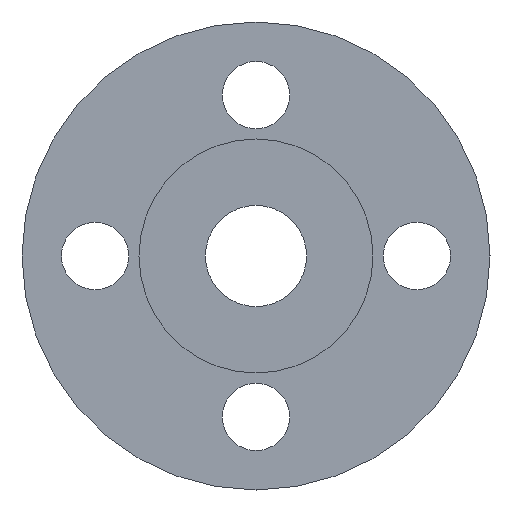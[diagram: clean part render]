
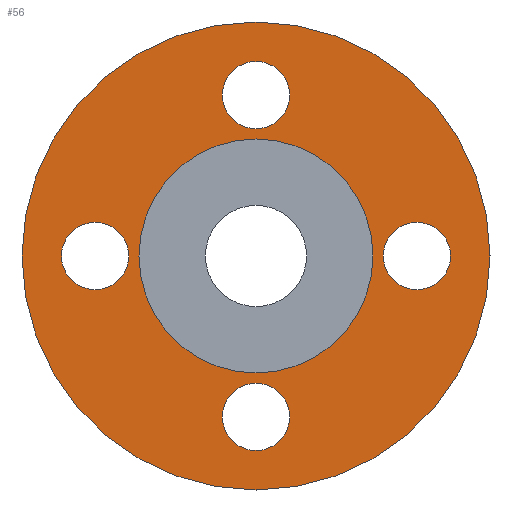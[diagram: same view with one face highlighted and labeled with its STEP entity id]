
A CAD part, front view. The second image highlights one B-rep face of the part: STEP entity #56.
In plain terms, the highlighted planar face has unit normal (0, -1, 0).
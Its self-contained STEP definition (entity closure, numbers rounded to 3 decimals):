
#15 = CARTESIAN_POINT ( 'NONE',  ( 0., 2., 20. ) ) ;
#17 = CIRCLE ( 'NONE', #50, 5.75 ) ;
#19 = DIRECTION ( 'NONE',  ( 0., 0., 1. ) ) ;
#20 = CIRCLE ( 'NONE', #518, 5.75 ) ;
#21 = CARTESIAN_POINT ( 'NONE',  ( 0., 2., 20. ) ) ;
#24 = FACE_BOUND ( 'NONE', #485, .T. ) ;
#26 = EDGE_CURVE ( 'NONE', #595, #133, #221, .T. ) ;
#28 = CARTESIAN_POINT ( 'NONE',  ( 0., 2., 40. ) ) ;
#33 = PLANE ( 'NONE',  #491 ) ;
#44 = EDGE_CURVE ( 'NONE', #536, #802, #404, .T. ) ;
#45 = ORIENTED_EDGE ( 'NONE', *, *, #160, .F. ) ;
#50 = AXIS2_PLACEMENT_3D ( 'NONE', #630, #440, #738 ) ;
#56 = ADVANCED_FACE ( 'NONE', ( #776, #771, #144, #764, #24, #473 ), #33, .T. ) ;
#60 = EDGE_LOOP ( 'NONE', ( #529, #708 ) ) ;
#62 = VERTEX_POINT ( 'NONE', #657 ) ;
#65 = AXIS2_PLACEMENT_3D ( 'NONE', #672, #408, #111 ) ;
#66 = VERTEX_POINT ( 'NONE', #400 ) ;
#67 = CARTESIAN_POINT ( 'NONE',  ( 0., 2., 0. ) ) ;
#80 = DIRECTION ( 'NONE',  ( 0., -1., 0. ) ) ;
#88 = EDGE_CURVE ( 'NONE', #171, #66, #203, .T. ) ;
#89 = DIRECTION ( 'NONE',  ( 0., -1., 0. ) ) ;
#91 = DIRECTION ( 'NONE',  ( 0., 0., -1. ) ) ;
#105 = ORIENTED_EDGE ( 'NONE', *, *, #252, .T. ) ;
#110 = VERTEX_POINT ( 'NONE', #28 ) ;
#111 = DIRECTION ( 'NONE',  ( 0., 0., 1. ) ) ;
#133 = VERTEX_POINT ( 'NONE', #700 ) ;
#135 = DIRECTION ( 'NONE',  ( 0., 0., -1. ) ) ;
#137 = AXIS2_PLACEMENT_3D ( 'NONE', #197, #80, #135 ) ;
#144 = FACE_BOUND ( 'NONE', #543, .T. ) ;
#147 = CIRCLE ( 'NONE', #618, 5.75 ) ;
#152 = EDGE_CURVE ( 'NONE', #374, #561, #264, .T. ) ;
#160 = EDGE_CURVE ( 'NONE', #133, #595, #20, .T. ) ;
#164 = DIRECTION ( 'NONE',  ( 0., 0., -1. ) ) ;
#166 = AXIS2_PLACEMENT_3D ( 'NONE', #533, #294, #549 ) ;
#171 = VERTEX_POINT ( 'NONE', #490 ) ;
#178 = VERTEX_POINT ( 'NONE', #238 ) ;
#188 = AXIS2_PLACEMENT_3D ( 'NONE', #67, #742, #494 ) ;
#195 = AXIS2_PLACEMENT_3D ( 'NONE', #237, #488, #429 ) ;
#197 = CARTESIAN_POINT ( 'NONE',  ( 0., 2., 27.5 ) ) ;
#203 = CIRCLE ( 'NONE', #701, 5.75 ) ;
#205 = DIRECTION ( 'NONE',  ( 0., 1., 0. ) ) ;
#219 = DIRECTION ( 'NONE',  ( 0., 0., -1. ) ) ;
#221 = CIRCLE ( 'NONE', #195, 5.75 ) ;
#237 = CARTESIAN_POINT ( 'NONE',  ( -27.5, 2., 0. ) ) ;
#238 = CARTESIAN_POINT ( 'NONE',  ( 0., 2., 21.75 ) ) ;
#242 = ORIENTED_EDGE ( 'NONE', *, *, #88, .F. ) ;
#243 = CARTESIAN_POINT ( 'NONE',  ( 0., 2., -20. ) ) ;
#248 = EDGE_LOOP ( 'NONE', ( #242, #744 ) ) ;
#251 = ORIENTED_EDGE ( 'NONE', *, *, #26, .F. ) ;
#252 = EDGE_CURVE ( 'NONE', #561, #374, #751, .T. ) ;
#264 = CIRCLE ( 'NONE', #689, 20. ) ;
#267 = EDGE_CURVE ( 'NONE', #66, #171, #507, .T. ) ;
#268 = CARTESIAN_POINT ( 'NONE',  ( 0., 2., 0. ) ) ;
#294 = DIRECTION ( 'NONE',  ( 0., -1., 0. ) ) ;
#311 = EDGE_LOOP ( 'NONE', ( #502, #365 ) ) ;
#316 = DIRECTION ( 'NONE',  ( 0., 0., -1. ) ) ;
#319 = CARTESIAN_POINT ( 'NONE',  ( 0., 2., 27.5 ) ) ;
#326 = CARTESIAN_POINT ( 'NONE',  ( 0., 2., -27.5 ) ) ;
#344 = CARTESIAN_POINT ( 'NONE',  ( 0., 2., -40. ) ) ;
#355 = EDGE_CURVE ( 'NONE', #802, #536, #17, .T. ) ;
#357 = EDGE_CURVE ( 'NONE', #110, #615, #545, .T. ) ;
#359 = ORIENTED_EDGE ( 'NONE', *, *, #152, .T. ) ;
#365 = ORIENTED_EDGE ( 'NONE', *, *, #44, .F. ) ;
#374 = VERTEX_POINT ( 'NONE', #243 ) ;
#400 = CARTESIAN_POINT ( 'NONE',  ( 27.5, 2., 5.75 ) ) ;
#404 = CIRCLE ( 'NONE', #511, 5.75 ) ;
#408 = DIRECTION ( 'NONE',  ( 0., 1., 0. ) ) ;
#429 = DIRECTION ( 'NONE',  ( 0., 0., -1. ) ) ;
#440 = DIRECTION ( 'NONE',  ( 0., -1., 0. ) ) ;
#458 = DIRECTION ( 'NONE',  ( 0., 0., 1. ) ) ;
#460 = EDGE_CURVE ( 'NONE', #62, #178, #737, .T. ) ;
#462 = CARTESIAN_POINT ( 'NONE',  ( 27.5, 2., 0. ) ) ;
#464 = AXIS2_PLACEMENT_3D ( 'NONE', #638, #573, #19 ) ;
#473 = FACE_OUTER_BOUND ( 'NONE', #506, .T. ) ;
#476 = CARTESIAN_POINT ( 'NONE',  ( -27.5, 2., 0. ) ) ;
#485 = EDGE_LOOP ( 'NONE', ( #105, #359 ) ) ;
#488 = DIRECTION ( 'NONE',  ( 0., -1., 0. ) ) ;
#490 = CARTESIAN_POINT ( 'NONE',  ( 27.5, 2., -5.75 ) ) ;
#491 = AXIS2_PLACEMENT_3D ( 'NONE', #21, #89, #219 ) ;
#494 = DIRECTION ( 'NONE',  ( 0., 0., 1. ) ) ;
#501 = EDGE_CURVE ( 'NONE', #615, #110, #531, .T. ) ;
#502 = ORIENTED_EDGE ( 'NONE', *, *, #355, .F. ) ;
#506 = EDGE_LOOP ( 'NONE', ( #662, #726 ) ) ;
#507 = CIRCLE ( 'NONE', #166, 5.75 ) ;
#508 = DIRECTION ( 'NONE',  ( 0., -1., 0. ) ) ;
#511 = AXIS2_PLACEMENT_3D ( 'NONE', #326, #525, #521 ) ;
#516 = DIRECTION ( 'NONE',  ( 0., -1., 0. ) ) ;
#518 = AXIS2_PLACEMENT_3D ( 'NONE', #476, #779, #164 ) ;
#521 = DIRECTION ( 'NONE',  ( 0., 0., -1. ) ) ;
#523 = EDGE_CURVE ( 'NONE', #178, #62, #147, .T. ) ;
#525 = DIRECTION ( 'NONE',  ( 0., -1., 0. ) ) ;
#529 = ORIENTED_EDGE ( 'NONE', *, *, #523, .F. ) ;
#531 = CIRCLE ( 'NONE', #464, 40. ) ;
#533 = CARTESIAN_POINT ( 'NONE',  ( 27.5, 2., 0. ) ) ;
#536 = VERTEX_POINT ( 'NONE', #755 ) ;
#543 = EDGE_LOOP ( 'NONE', ( #45, #251 ) ) ;
#545 = CIRCLE ( 'NONE', #188, 40. ) ;
#549 = DIRECTION ( 'NONE',  ( 0., 0., -1. ) ) ;
#561 = VERTEX_POINT ( 'NONE', #15 ) ;
#573 = DIRECTION ( 'NONE',  ( 0., 1., 0. ) ) ;
#581 = CARTESIAN_POINT ( 'NONE',  ( 0., 2., -33.25 ) ) ;
#595 = VERTEX_POINT ( 'NONE', #691 ) ;
#615 = VERTEX_POINT ( 'NONE', #344 ) ;
#618 = AXIS2_PLACEMENT_3D ( 'NONE', #319, #508, #316 ) ;
#630 = CARTESIAN_POINT ( 'NONE',  ( 0., 2., -27.5 ) ) ;
#638 = CARTESIAN_POINT ( 'NONE',  ( 0., 2., 0. ) ) ;
#657 = CARTESIAN_POINT ( 'NONE',  ( 0., 2., 33.25 ) ) ;
#662 = ORIENTED_EDGE ( 'NONE', *, *, #357, .F. ) ;
#672 = CARTESIAN_POINT ( 'NONE',  ( 0., 2., 0. ) ) ;
#689 = AXIS2_PLACEMENT_3D ( 'NONE', #268, #205, #458 ) ;
#691 = CARTESIAN_POINT ( 'NONE',  ( -27.5, 2., 5.75 ) ) ;
#700 = CARTESIAN_POINT ( 'NONE',  ( -27.5, 2., -5.75 ) ) ;
#701 = AXIS2_PLACEMENT_3D ( 'NONE', #462, #516, #91 ) ;
#708 = ORIENTED_EDGE ( 'NONE', *, *, #460, .F. ) ;
#726 = ORIENTED_EDGE ( 'NONE', *, *, #501, .F. ) ;
#737 = CIRCLE ( 'NONE', #137, 5.75 ) ;
#738 = DIRECTION ( 'NONE',  ( 0., 0., -1. ) ) ;
#742 = DIRECTION ( 'NONE',  ( 0., 1., 0. ) ) ;
#744 = ORIENTED_EDGE ( 'NONE', *, *, #267, .F. ) ;
#751 = CIRCLE ( 'NONE', #65, 20. ) ;
#755 = CARTESIAN_POINT ( 'NONE',  ( 0., 2., -21.75 ) ) ;
#764 = FACE_BOUND ( 'NONE', #311, .T. ) ;
#771 = FACE_BOUND ( 'NONE', #60, .T. ) ;
#776 = FACE_BOUND ( 'NONE', #248, .T. ) ;
#779 = DIRECTION ( 'NONE',  ( 0., -1., 0. ) ) ;
#802 = VERTEX_POINT ( 'NONE', #581 ) ;
